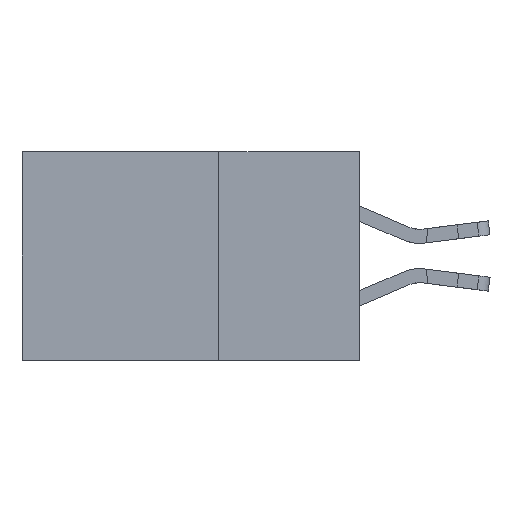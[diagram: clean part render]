
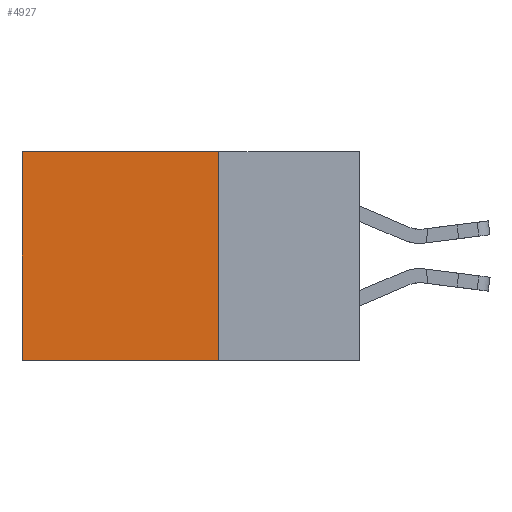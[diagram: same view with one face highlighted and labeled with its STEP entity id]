
A CAD part, left-side view. The second image highlights one B-rep face of the part: STEP entity #4927.
In plain terms, the highlighted planar face has unit normal (-1, 0, 0).
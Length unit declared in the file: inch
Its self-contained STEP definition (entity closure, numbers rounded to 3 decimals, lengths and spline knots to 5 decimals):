
#20 = ORIENTED_EDGE ( 'NONE', *, *, #20788, .F. ) ;
#985 = VECTOR ( 'NONE', #17987, 39.37008 ) ;
#2535 = LINE ( 'NONE', #20833, #21821 ) ;
#2752 = CARTESIAN_POINT ( 'NONE',  ( 0.2875, 0.6, -0.37 ) ) ;
#3065 = CARTESIAN_POINT ( 'NONE',  ( 0.2875, 0.25, -0.37 ) ) ;
#3835 = EDGE_LOOP ( 'NONE', ( #11368, #20818, #20, #16925 ) ) ;
#4579 = CARTESIAN_POINT ( 'NONE',  ( 0.2875, 0.25, 0. ) ) ;
#4927 = ADVANCED_FACE ( 'NONE', ( #6007 ), #21269, .F. ) ;
#6007 = FACE_OUTER_BOUND ( 'NONE', #3835, .T. ) ;
#6531 = LINE ( 'NONE', #6715, #985 ) ;
#6715 = CARTESIAN_POINT ( 'NONE',  ( 0.2875, 0.25, 0. ) ) ;
#7651 = DIRECTION ( 'NONE',  ( 0., 0., -1. ) ) ;
#9115 = VERTEX_POINT ( 'NONE', #24052 ) ;
#9305 = VECTOR ( 'NONE', #9423, 39.37008 ) ;
#9423 = DIRECTION ( 'NONE',  ( 0., 1., 0. ) ) ;
#10041 = LINE ( 'NONE', #22683, #15274 ) ;
#11368 = ORIENTED_EDGE ( 'NONE', *, *, #19875, .T. ) ;
#11924 = DIRECTION ( 'NONE',  ( 1., 0., 0. ) ) ;
#12178 = VERTEX_POINT ( 'NONE', #20100 ) ;
#12941 = CARTESIAN_POINT ( 'NONE',  ( 0.2875, 0.25, 0. ) ) ;
#13367 = DIRECTION ( 'NONE',  ( 0., 0., -1. ) ) ;
#14971 = EDGE_CURVE ( 'NONE', #22134, #15186, #10041, .T. ) ;
#15186 = VERTEX_POINT ( 'NONE', #2752 ) ;
#15274 = VECTOR ( 'NONE', #22838, 39.37008 ) ;
#16925 = ORIENTED_EDGE ( 'NONE', *, *, #18470, .T. ) ;
#17987 = DIRECTION ( 'NONE',  ( 0., 0., -1. ) ) ;
#18470 = EDGE_CURVE ( 'NONE', #9115, #12178, #20447, .T. ) ;
#19875 = EDGE_CURVE ( 'NONE', #12178, #15186, #2535, .T. ) ;
#20100 = CARTESIAN_POINT ( 'NONE',  ( 0.2875, 0.6, 0. ) ) ;
#20447 = LINE ( 'NONE', #12941, #9305 ) ;
#20788 = EDGE_CURVE ( 'NONE', #9115, #22134, #6531, .T. ) ;
#20818 = ORIENTED_EDGE ( 'NONE', *, *, #14971, .F. ) ;
#20833 = CARTESIAN_POINT ( 'NONE',  ( 0.2875, 0.6, 0. ) ) ;
#21269 = PLANE ( 'NONE',  #23489 ) ;
#21821 = VECTOR ( 'NONE', #7651, 39.37008 ) ;
#22134 = VERTEX_POINT ( 'NONE', #3065 ) ;
#22683 = CARTESIAN_POINT ( 'NONE',  ( 0.2875, 0.25, -0.37 ) ) ;
#22838 = DIRECTION ( 'NONE',  ( 0., 1., 0. ) ) ;
#23489 = AXIS2_PLACEMENT_3D ( 'NONE', #4579, #11924, #13367 ) ;
#24052 = CARTESIAN_POINT ( 'NONE',  ( 0.2875, 0.25, 0. ) ) ;
